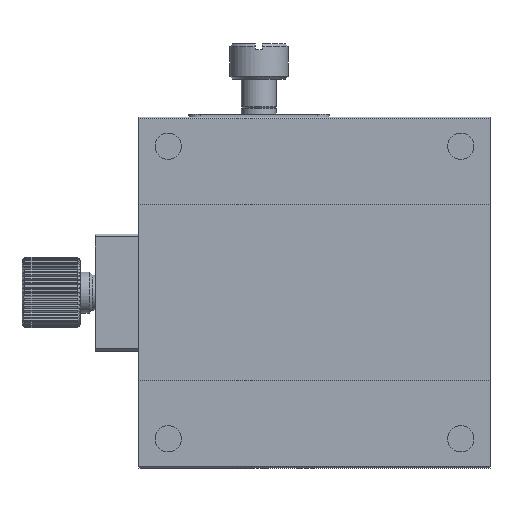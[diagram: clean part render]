
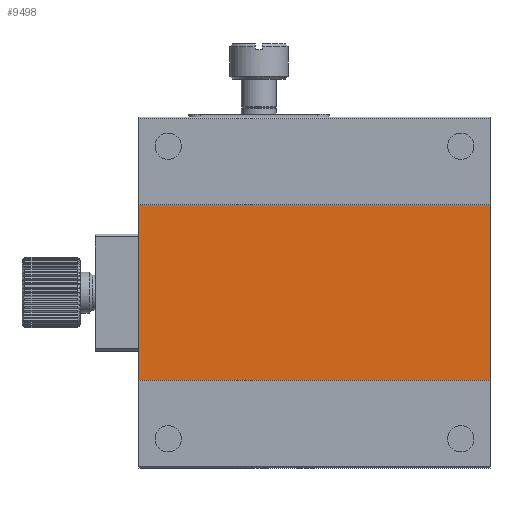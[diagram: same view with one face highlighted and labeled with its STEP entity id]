
A CAD part, front view. The second image highlights one B-rep face of the part: STEP entity #9498.
In plain terms, the highlighted planar face has unit normal (0, -1, 0).
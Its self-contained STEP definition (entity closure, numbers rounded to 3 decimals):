
#236 = CARTESIAN_POINT ( 'NONE',  ( 60., 0.2, -15. ) ) ;
#1537 = VERTEX_POINT ( 'NONE', #7251 ) ;
#1594 = VECTOR ( 'NONE', #10012, 1000. ) ;
#2458 = ORIENTED_EDGE ( 'NONE', *, *, #5607, .F. ) ;
#2685 = CARTESIAN_POINT ( 'NONE',  ( 60., 0.2, -45. ) ) ;
#4281 = ORIENTED_EDGE ( 'NONE', *, *, #8315, .F. ) ;
#4301 = LINE ( 'NONE', #12686, #13279 ) ;
#4977 = VERTEX_POINT ( 'NONE', #6870 ) ;
#5005 = CARTESIAN_POINT ( 'NONE',  ( 0., 0.2, -15. ) ) ;
#5467 = DIRECTION ( 'NONE',  ( 1., 0., 0. ) ) ;
#5607 = EDGE_CURVE ( 'NONE', #13411, #11237, #12738, .T. ) ;
#6091 = ORIENTED_EDGE ( 'NONE', *, *, #9024, .F. ) ;
#6543 = DIRECTION ( 'NONE',  ( 0., 0., -1. ) ) ;
#6870 = CARTESIAN_POINT ( 'NONE',  ( 60., 0.2, -45. ) ) ;
#7251 = CARTESIAN_POINT ( 'NONE',  ( 0., 0.2, -45. ) ) ;
#7384 = ORIENTED_EDGE ( 'NONE', *, *, #9928, .F. ) ;
#7661 = DIRECTION ( 'NONE',  ( 0., 0., 1. ) ) ;
#8315 = EDGE_CURVE ( 'NONE', #4977, #1537, #9066, .T. ) ;
#8381 = DIRECTION ( 'NONE',  ( 0., 0., 1. ) ) ;
#8843 = CARTESIAN_POINT ( 'NONE',  ( 60., 0.2, -15. ) ) ;
#9024 = EDGE_CURVE ( 'NONE', #1537, #13411, #4301, .T. ) ;
#9066 = LINE ( 'NONE', #2685, #1594 ) ;
#9498 = ADVANCED_FACE ( 'NONE', ( #10891 ), #11776, .F. ) ;
#9928 = EDGE_CURVE ( 'NONE', #11237, #4977, #11016, .T. ) ;
#9982 = AXIS2_PLACEMENT_3D ( 'NONE', #13002, #11916, #7661 ) ;
#10012 = DIRECTION ( 'NONE',  ( -1., 0., 0. ) ) ;
#10056 = CARTESIAN_POINT ( 'NONE',  ( 60., 0.2, -15. ) ) ;
#10655 = VECTOR ( 'NONE', #6543, 1000. ) ;
#10756 = EDGE_LOOP ( 'NONE', ( #4281, #7384, #2458, #6091 ) ) ;
#10891 = FACE_OUTER_BOUND ( 'NONE', #10756, .T. ) ;
#11016 = LINE ( 'NONE', #236, #10655 ) ;
#11237 = VERTEX_POINT ( 'NONE', #10056 ) ;
#11776 = PLANE ( 'NONE',  #9982 ) ;
#11812 = VECTOR ( 'NONE', #5467, 1000. ) ;
#11916 = DIRECTION ( 'NONE',  ( 0., 1., 0. ) ) ;
#12686 = CARTESIAN_POINT ( 'NONE',  ( 0., 0.2, -15. ) ) ;
#12738 = LINE ( 'NONE', #8843, #11812 ) ;
#13002 = CARTESIAN_POINT ( 'NONE',  ( 60., 0.2, -15. ) ) ;
#13279 = VECTOR ( 'NONE', #8381, 1000. ) ;
#13411 = VERTEX_POINT ( 'NONE', #5005 ) ;
